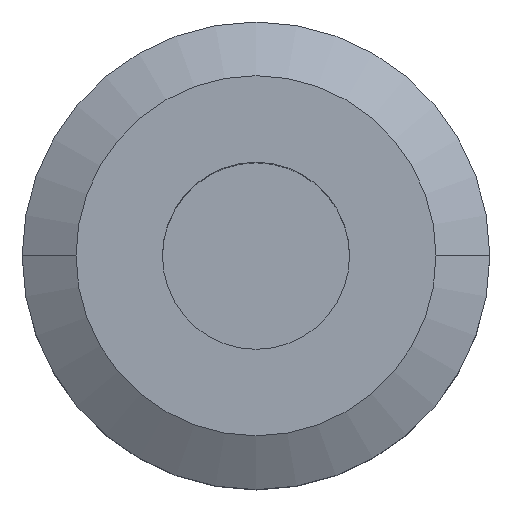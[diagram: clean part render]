
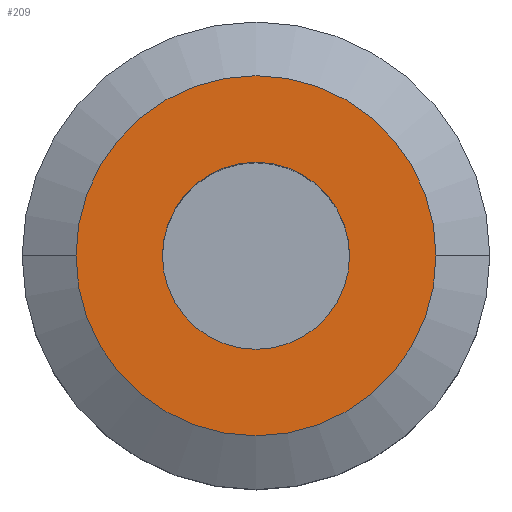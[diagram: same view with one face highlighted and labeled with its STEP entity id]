
A CAD part, top view. The second image highlights one B-rep face of the part: STEP entity #209.
In plain terms, the highlighted planar face has unit normal (0, 0, 1).
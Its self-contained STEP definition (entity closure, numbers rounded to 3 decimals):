
#58 = VERTEX_POINT ( 'NONE', #1272 ) ;
#153 = ORIENTED_EDGE ( 'NONE', *, *, #157, .F. ) ;
#157 = EDGE_CURVE ( 'NONE', #1478, #58, #476, .T. ) ;
#182 = DIRECTION ( 'NONE',  ( 0., 0., -1. ) ) ;
#209 = ADVANCED_FACE ( 'NONE', ( #1389, #725 ), #678, .F. ) ;
#223 = AXIS2_PLACEMENT_3D ( 'NONE', #1071, #1251, #1118 ) ;
#343 = DIRECTION ( 'NONE',  ( 0., 0., -1. ) ) ;
#366 = DIRECTION ( 'NONE',  ( -1., 0., 0. ) ) ;
#471 = EDGE_LOOP ( 'NONE', ( #1051, #1498 ) ) ;
#476 = CIRCLE ( 'NONE', #1365, 19.25 ) ;
#479 = AXIS2_PLACEMENT_3D ( 'NONE', #945, #182, #810 ) ;
#515 = CIRCLE ( 'NONE', #479, 10. ) ;
#585 = EDGE_CURVE ( 'NONE', #1084, #721, #1234, .T. ) ;
#678 = PLANE ( 'NONE',  #223 ) ;
#684 = DIRECTION ( 'NONE',  ( 0., 0., -1. ) ) ;
#695 = EDGE_LOOP ( 'NONE', ( #153, #1256 ) ) ;
#721 = VERTEX_POINT ( 'NONE', #1190 ) ;
#725 = FACE_OUTER_BOUND ( 'NONE', #695, .T. ) ;
#736 = AXIS2_PLACEMENT_3D ( 'NONE', #1455, #1087, #1070 ) ;
#810 = DIRECTION ( 'NONE',  ( -1., 0., 0. ) ) ;
#823 = DIRECTION ( 'NONE',  ( -1., 0., 0. ) ) ;
#904 = CARTESIAN_POINT ( 'NONE',  ( -10., 0., 60. ) ) ;
#945 = CARTESIAN_POINT ( 'NONE',  ( 0., 0., 60. ) ) ;
#1051 = ORIENTED_EDGE ( 'NONE', *, *, #585, .T. ) ;
#1070 = DIRECTION ( 'NONE',  ( -1., 0., 0. ) ) ;
#1071 = CARTESIAN_POINT ( 'NONE',  ( 0., 19.25, 60. ) ) ;
#1084 = VERTEX_POINT ( 'NONE', #904 ) ;
#1087 = DIRECTION ( 'NONE',  ( 0., 0., -1. ) ) ;
#1118 = DIRECTION ( 'NONE',  ( -1., 0., 0. ) ) ;
#1190 = CARTESIAN_POINT ( 'NONE',  ( 10., 0., 60. ) ) ;
#1234 = CIRCLE ( 'NONE', #736, 10. ) ;
#1251 = DIRECTION ( 'NONE',  ( 0., 0., -1. ) ) ;
#1256 = ORIENTED_EDGE ( 'NONE', *, *, #1306, .F. ) ;
#1258 = CARTESIAN_POINT ( 'NONE',  ( 0., 0., 60. ) ) ;
#1272 = CARTESIAN_POINT ( 'NONE',  ( 19.25, 0., 60. ) ) ;
#1306 = EDGE_CURVE ( 'NONE', #58, #1478, #1462, .T. ) ;
#1345 = CARTESIAN_POINT ( 'NONE',  ( 0., 0., 60. ) ) ;
#1365 = AXIS2_PLACEMENT_3D ( 'NONE', #1345, #684, #823 ) ;
#1389 = FACE_BOUND ( 'NONE', #471, .T. ) ;
#1419 = AXIS2_PLACEMENT_3D ( 'NONE', #1258, #343, #366 ) ;
#1455 = CARTESIAN_POINT ( 'NONE',  ( 0., 0., 60. ) ) ;
#1462 = CIRCLE ( 'NONE', #1419, 19.25 ) ;
#1478 = VERTEX_POINT ( 'NONE', #1497 ) ;
#1497 = CARTESIAN_POINT ( 'NONE',  ( -19.25, 0., 60. ) ) ;
#1498 = ORIENTED_EDGE ( 'NONE', *, *, #1621, .T. ) ;
#1621 = EDGE_CURVE ( 'NONE', #721, #1084, #515, .T. ) ;
